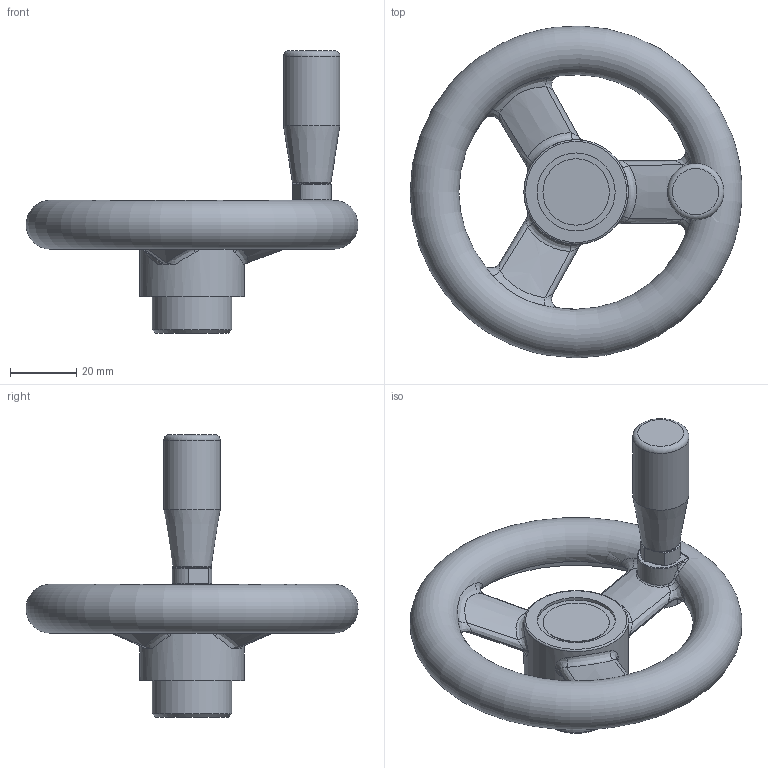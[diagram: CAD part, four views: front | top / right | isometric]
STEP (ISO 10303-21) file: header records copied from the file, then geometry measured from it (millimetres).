
FILE_DESCRIPTION( ( 'Unknown' ), '1' );
FILE_NAME( '6104005_VRA100-M.stp', 'Unknown', ( 'Unknown' ), ( 'Unknown' ), 'PSStep 10.0', 'Unknown', ' ' );
FILE_SCHEMA( ( 'automotive_design' ) );
Length unit declared in the file: millimetre
Products named in the file (1): 6104005
Bounding box: 99.92 x 99.98 x 85 mm (x, y, z)
Volume: 78497.8 mm3; surface area: 24607.2 mm2
Topology: 1 solids, 3 shells, 153 faces, 375 edges, 226 vertices
Faces by surface type: bspline 69, plane 38, cylinder 25, cone 15, torus 5, sphere 1
Full cylindrical faces by diameter (mm): 4.8 x1, 5.1 x1, 6 x2, 6.5 x1, 8 x2, 10 x1, 17 x1, 20 x2, 23.5 x1, 24 x1, 31.5 x1
Entity records: 14607 total; most frequent: CARTESIAN_POINT 10490, ORIENTED_EDGE 658, DIRECTION 457, EDGE_CURVE 329, VERTEX_POINT 212, AXIS2_PLACEMENT_3D 205, EDGE_LOOP 192, FACE_OUTER_BOUND 171
